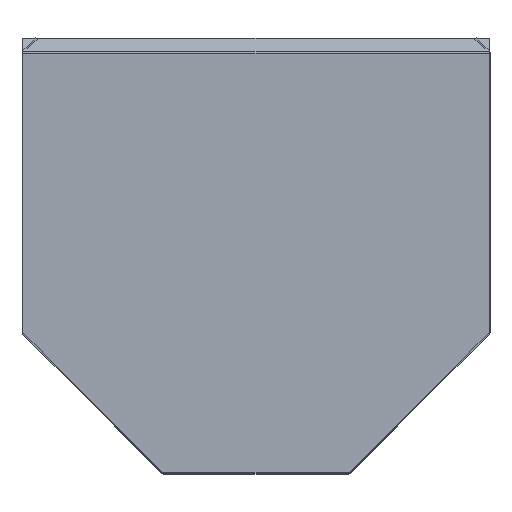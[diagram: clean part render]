
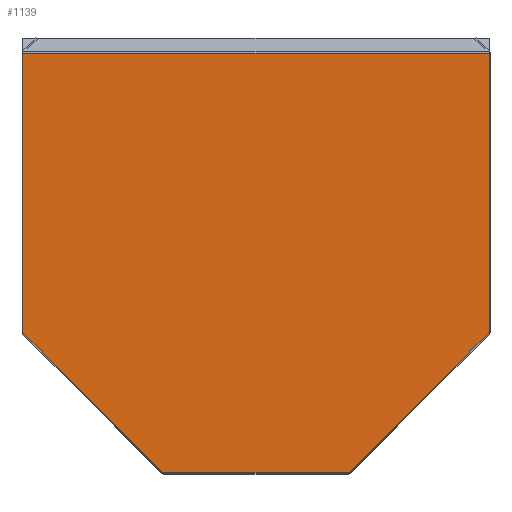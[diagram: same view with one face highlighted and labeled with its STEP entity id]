
A CAD part, top view. The second image highlights one B-rep face of the part: STEP entity #1139.
In plain terms, the highlighted planar face has unit normal (0, 0, 1).
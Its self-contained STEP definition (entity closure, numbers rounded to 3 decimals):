
#23 = DIRECTION ( 'NONE',  ( 0., -1., 0. ) ) ;
#36 = VERTEX_POINT ( 'NONE', #1669 ) ;
#106 = LINE ( 'NONE', #1368, #1645 ) ;
#125 = VERTEX_POINT ( 'NONE', #215 ) ;
#145 = VERTEX_POINT ( 'NONE', #196 ) ;
#151 = CARTESIAN_POINT ( 'NONE',  ( -249., -0.414, 2. ) ) ;
#196 = CARTESIAN_POINT ( 'NONE',  ( 99.586, -449., 2. ) ) ;
#215 = CARTESIAN_POINT ( 'NONE',  ( -99.586, -449., 2. ) ) ;
#219 = ORIENTED_EDGE ( 'NONE', *, *, #655, .F. ) ;
#272 = LINE ( 'NONE', #1427, #1397 ) ;
#278 = LINE ( 'NONE', #151, #1814 ) ;
#343 = ORIENTED_EDGE ( 'NONE', *, *, #1802, .T. ) ;
#416 = PLANE ( 'NONE',  #1214 ) ;
#435 = VERTEX_POINT ( 'NONE', #1731 ) ;
#446 = DIRECTION ( 'NONE',  ( 0., -1., 0. ) ) ;
#459 = DIRECTION ( 'NONE',  ( -0.707, -0.707, 0. ) ) ;
#524 = ORIENTED_EDGE ( 'NONE', *, *, #1762, .F. ) ;
#526 = VECTOR ( 'NONE', #446, 1000. ) ;
#537 = DIRECTION ( 'NONE',  ( -1., 0., 0. ) ) ;
#640 = VECTOR ( 'NONE', #459, 1000. ) ;
#655 = EDGE_CURVE ( 'NONE', #125, #435, #272, .T. ) ;
#709 = DIRECTION ( 'NONE',  ( 0., 0., -1. ) ) ;
#723 = EDGE_CURVE ( 'NONE', #1879, #1823, #1713, .T. ) ;
#756 = CARTESIAN_POINT ( 'NONE',  ( 249., -0.828, 2. ) ) ;
#780 = ORIENTED_EDGE ( 'NONE', *, *, #723, .F. ) ;
#820 = CARTESIAN_POINT ( 'NONE',  ( 99.586, -449., 2. ) ) ;
#842 = EDGE_CURVE ( 'NONE', #145, #125, #1062, .T. ) ;
#972 = DIRECTION ( 'NONE',  ( -0.707, 0.707, 0. ) ) ;
#1062 = LINE ( 'NONE', #820, #1923 ) ;
#1076 = EDGE_CURVE ( 'NONE', #1879, #36, #106, .T. ) ;
#1133 = CARTESIAN_POINT ( 'NONE',  ( 0., 0., 2. ) ) ;
#1134 = FACE_OUTER_BOUND ( 'NONE', #1914, .T. ) ;
#1139 = ADVANCED_FACE ( 'NONE', ( #1134 ), #416, .F. ) ;
#1214 = AXIS2_PLACEMENT_3D ( 'NONE', #1133, #709, #1760 ) ;
#1322 = CARTESIAN_POINT ( 'NONE',  ( 249., -299.586, 2. ) ) ;
#1368 = CARTESIAN_POINT ( 'NONE',  ( 249., -0.828, 2. ) ) ;
#1397 = VECTOR ( 'NONE', #972, 1000. ) ;
#1421 = LINE ( 'NONE', #1322, #640 ) ;
#1427 = CARTESIAN_POINT ( 'NONE',  ( -99.586, -449., 2. ) ) ;
#1478 = CARTESIAN_POINT ( 'NONE',  ( 249., -0.414, 2. ) ) ;
#1496 = CARTESIAN_POINT ( 'NONE',  ( 249., -299.586, 2. ) ) ;
#1645 = VECTOR ( 'NONE', #1745, 1000. ) ;
#1669 = CARTESIAN_POINT ( 'NONE',  ( -249., -0.828, 2. ) ) ;
#1682 = ORIENTED_EDGE ( 'NONE', *, *, #1076, .T. ) ;
#1713 = LINE ( 'NONE', #1478, #526 ) ;
#1731 = CARTESIAN_POINT ( 'NONE',  ( -249., -299.586, 2. ) ) ;
#1739 = ORIENTED_EDGE ( 'NONE', *, *, #842, .F. ) ;
#1745 = DIRECTION ( 'NONE',  ( -1., 0., 0. ) ) ;
#1760 = DIRECTION ( 'NONE',  ( -1., 0., 0. ) ) ;
#1762 = EDGE_CURVE ( 'NONE', #1823, #145, #1421, .T. ) ;
#1802 = EDGE_CURVE ( 'NONE', #36, #435, #278, .T. ) ;
#1814 = VECTOR ( 'NONE', #23, 1000. ) ;
#1823 = VERTEX_POINT ( 'NONE', #1496 ) ;
#1879 = VERTEX_POINT ( 'NONE', #756 ) ;
#1914 = EDGE_LOOP ( 'NONE', ( #1682, #343, #219, #1739, #524, #780 ) ) ;
#1923 = VECTOR ( 'NONE', #537, 1000. ) ;
